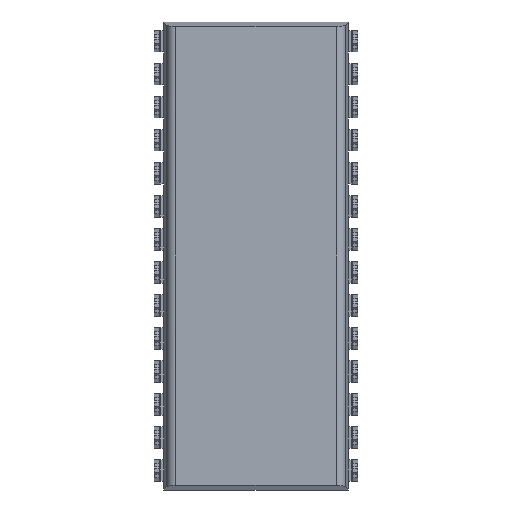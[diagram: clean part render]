
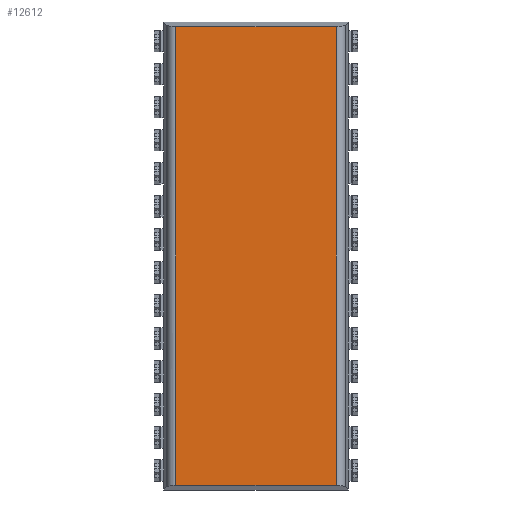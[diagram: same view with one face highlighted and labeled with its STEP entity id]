
A CAD part, front view. The second image highlights one B-rep face of the part: STEP entity #12612.
In plain terms, the highlighted planar face has unit normal (0, -1, 0).
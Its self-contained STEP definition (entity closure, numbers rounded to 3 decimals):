
#554 = PLANE ( 'NONE',  #14822 ) ;
#608 = DIRECTION ( 'NONE',  ( 0., 0., 1. ) ) ;
#1086 = CARTESIAN_POINT ( 'NONE',  ( 13.804, 0.78, 34.156 ) ) ;
#1915 = EDGE_CURVE ( 'NONE', #11563, #6273, #8880, .T. ) ;
#3185 = CARTESIAN_POINT ( 'NONE',  ( 1.436, 0.78, -1.146 ) ) ;
#3313 = FACE_OUTER_BOUND ( 'NONE', #15416, .T. ) ;
#3902 = DIRECTION ( 'NONE',  ( -1., 0., 0. ) ) ;
#4003 = CARTESIAN_POINT ( 'NONE',  ( 7.62, 0.78, -1.146 ) ) ;
#4323 = DIRECTION ( 'NONE',  ( 1., 0., 0. ) ) ;
#4336 = VECTOR ( 'NONE', #10125, 1000. ) ;
#4459 = DIRECTION ( 'NONE',  ( 0., 0., 1. ) ) ;
#4478 = CARTESIAN_POINT ( 'NONE',  ( 1.436, 0.78, 16.505 ) ) ;
#5187 = EDGE_CURVE ( 'NONE', #15315, #11563, #14870, .T. ) ;
#5910 = LINE ( 'NONE', #4478, #8988 ) ;
#6089 = EDGE_CURVE ( 'NONE', #6273, #16725, #5910, .T. ) ;
#6273 = VERTEX_POINT ( 'NONE', #3185 ) ;
#7134 = EDGE_CURVE ( 'NONE', #16725, #15315, #10023, .T. ) ;
#8542 = DIRECTION ( 'NONE',  ( 0., 1., 0. ) ) ;
#8778 = CARTESIAN_POINT ( 'NONE',  ( 1.436, 0.78, 34.156 ) ) ;
#8880 = LINE ( 'NONE', #4003, #12426 ) ;
#8988 = VECTOR ( 'NONE', #4459, 1000. ) ;
#9063 = ORIENTED_EDGE ( 'NONE', *, *, #6089, .F. ) ;
#10023 = LINE ( 'NONE', #10921, #16182 ) ;
#10125 = DIRECTION ( 'NONE',  ( 0., 0., -1. ) ) ;
#10195 = CARTESIAN_POINT ( 'NONE',  ( 13.804, 0.78, 16.505 ) ) ;
#10921 = CARTESIAN_POINT ( 'NONE',  ( 7.62, 0.78, 34.156 ) ) ;
#11081 = ORIENTED_EDGE ( 'NONE', *, *, #5187, .F. ) ;
#11563 = VERTEX_POINT ( 'NONE', #14378 ) ;
#12426 = VECTOR ( 'NONE', #3902, 1000. ) ;
#12612 = ADVANCED_FACE ( 'NONE', ( #3313 ), #554, .F. ) ;
#13684 = ORIENTED_EDGE ( 'NONE', *, *, #7134, .F. ) ;
#13729 = ORIENTED_EDGE ( 'NONE', *, *, #1915, .F. ) ;
#14378 = CARTESIAN_POINT ( 'NONE',  ( 13.804, 0.78, -1.146 ) ) ;
#14822 = AXIS2_PLACEMENT_3D ( 'NONE', #16432, #8542, #608 ) ;
#14870 = LINE ( 'NONE', #10195, #4336 ) ;
#15315 = VERTEX_POINT ( 'NONE', #1086 ) ;
#15416 = EDGE_LOOP ( 'NONE', ( #11081, #13684, #9063, #13729 ) ) ;
#16182 = VECTOR ( 'NONE', #4323, 1000. ) ;
#16432 = CARTESIAN_POINT ( 'NONE',  ( 1.436, 0.78, -1.146 ) ) ;
#16725 = VERTEX_POINT ( 'NONE', #8778 ) ;
